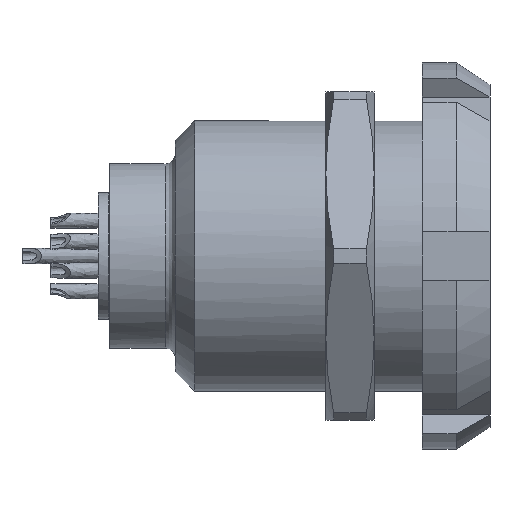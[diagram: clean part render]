
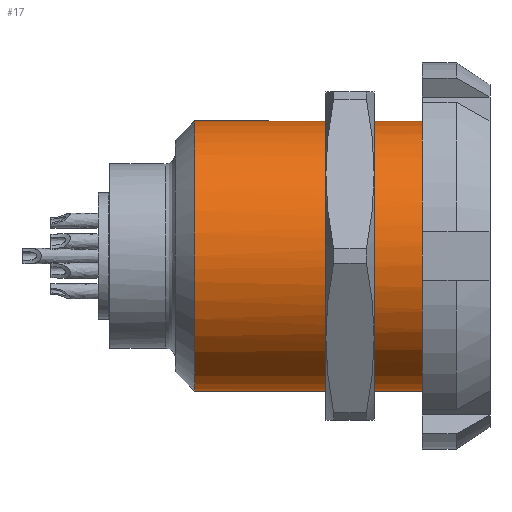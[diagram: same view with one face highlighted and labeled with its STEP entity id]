
A CAD part, front view. The second image highlights one B-rep face of the part: STEP entity #17.
In plain terms, the highlighted free-form (B-spline) face has degree [2, 1] with [7, 2] control points.
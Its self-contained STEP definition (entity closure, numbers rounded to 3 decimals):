
#17 = ADVANCED_FACE('',(#18),#56,.T.);
#18 = FACE_BOUND('',#19,.T.);
#19 = EDGE_LOOP('',(#20,#30,#37,#47,#48));
#20 = ORIENTED_EDGE('',*,*,#21,.F.);
#21 = EDGE_CURVE('',#22,#24,#26,.T.);
#22 = VERTEX_POINT('',#23);
#23 = CARTESIAN_POINT('',(-12.813,0.,
    -5.862));
#24 = VERTEX_POINT('',#25);
#25 = CARTESIAN_POINT('',(-12.813,-5.862,0.));
#26 = ( BOUNDED_CURVE() B_SPLINE_CURVE(2,(#27,#28,#29),.UNSPECIFIED.,.F.
,.F.) B_SPLINE_CURVE_WITH_KNOTS((3,3),(4.712,6.283),
.PIECEWISE_BEZIER_KNOTS.) CURVE() GEOMETRIC_REPRESENTATION_ITEM() 
RATIONAL_B_SPLINE_CURVE((1.,0.707,1.)) REPRESENTATION_ITEM('') 
  );
#27 = CARTESIAN_POINT('',(-12.813,0.,
    -5.862));
#28 = CARTESIAN_POINT('',(-12.813,-5.862,
    -5.862));
#29 = CARTESIAN_POINT('',(-12.813,-5.862,
    0.));
#30 = ORIENTED_EDGE('',*,*,#31,.T.);
#31 = EDGE_CURVE('',#22,#32,#34,.T.);
#32 = VERTEX_POINT('',#33);
#33 = CARTESIAN_POINT('',(-1.273,0.,-5.862));
#34 = B_SPLINE_CURVE_WITH_KNOTS('',1,(#35,#36),.UNSPECIFIED.,.F.,.F.,(2,
    2),(-11.8,1.98),.PIECEWISE_BEZIER_KNOTS.);
#35 = CARTESIAN_POINT('',(-12.813,0.,-5.862));
#36 = CARTESIAN_POINT('',(-1.273,0.,-5.862));
#37 = ORIENTED_EDGE('',*,*,#38,.F.);
#38 = EDGE_CURVE('',#32,#32,#39,.T.);
#39 = ( BOUNDED_CURVE() B_SPLINE_CURVE(2,(#40,#41,#42,#43,#44,#45,#46),
.UNSPECIFIED.,.T.,.F.) B_SPLINE_CURVE_WITH_KNOTS((1,2,2,2,2,1),(
    -2.094,0.,2.094,4.189,6.283,
8.378),.UNSPECIFIED.) CURVE() GEOMETRIC_REPRESENTATION_ITEM() 
RATIONAL_B_SPLINE_CURVE((1.,0.5,1.,0.5,1.,0.5,1.)) REPRESENTATION_ITEM(
  '') );
#40 = CARTESIAN_POINT('',(-1.273,0.,-5.862));
#41 = CARTESIAN_POINT('',(-1.273,10.154,
    -5.862));
#42 = CARTESIAN_POINT('',(-1.273,5.077,2.931)
  );
#43 = CARTESIAN_POINT('',(-1.273,0.,
    11.724));
#44 = CARTESIAN_POINT('',(-1.273,-5.077,2.931)
  );
#45 = CARTESIAN_POINT('',(-1.273,-10.154,
    -5.862));
#46 = CARTESIAN_POINT('',(-1.273,0.,-5.862));
#47 = ORIENTED_EDGE('',*,*,#31,.F.);
#48 = ORIENTED_EDGE('',*,*,#49,.F.);
#49 = EDGE_CURVE('',#24,#22,#50,.T.);
#50 = ( BOUNDED_CURVE() B_SPLINE_CURVE(2,(#51,#52,#53,#54,#55),
.UNSPECIFIED.,.F.,.F.) B_SPLINE_CURVE_WITH_KNOTS((3,2,3),(0.,
2.356,4.712),.PIECEWISE_BEZIER_KNOTS.) CURVE() 
GEOMETRIC_REPRESENTATION_ITEM() RATIONAL_B_SPLINE_CURVE((1.,
0.383,1.,0.383,1.)) REPRESENTATION_ITEM('') );
#51 = CARTESIAN_POINT('',(-12.813,-5.862,0.));
#52 = CARTESIAN_POINT('',(-12.813,-5.862,
    14.153));
#53 = CARTESIAN_POINT('',(-12.813,4.145,4.145)
  );
#54 = CARTESIAN_POINT('',(-12.813,14.153,
    -5.862));
#55 = CARTESIAN_POINT('',(-12.813,0.,
    -5.862));
#56 = ( BOUNDED_SURFACE() B_SPLINE_SURFACE(2,1,(
    (#57,#58)
    ,(#59,#60)
    ,(#61,#62)
    ,(#63,#64)
    ,(#65,#66)
    ,(#67,#68)
,(#69,#70
    )),.UNSPECIFIED.,.T.,.F.,.F.) B_SPLINE_SURFACE_WITH_KNOTS((1,2,2,2,2
    ,1),(2,2),(-2.094,0.,2.094,4.189,
    6.283,8.378),(-11.8,1.98),.UNSPECIFIED.) 
GEOMETRIC_REPRESENTATION_ITEM() RATIONAL_B_SPLINE_SURFACE((
    (1.,1.)
    ,(0.5,0.5)
    ,(1.,1.)
    ,(0.5,0.5)
    ,(1.,1.)
    ,(0.5,0.5)
,(1.,1.))) REPRESENTATION_ITEM('') SURFACE() );
#57 = CARTESIAN_POINT('',(-12.813,0.,-5.862));
#58 = CARTESIAN_POINT('',(-1.273,0.,-5.862));
#59 = CARTESIAN_POINT('',(-12.813,10.154,
    -5.862));
#60 = CARTESIAN_POINT('',(-1.273,10.154,
    -5.862));
#61 = CARTESIAN_POINT('',(-12.813,5.077,2.931)
  );
#62 = CARTESIAN_POINT('',(-1.273,5.077,2.931)
  );
#63 = CARTESIAN_POINT('',(-12.813,0.,
    11.724));
#64 = CARTESIAN_POINT('',(-1.273,0.,
    11.724));
#65 = CARTESIAN_POINT('',(-12.813,-5.077,2.931)
  );
#66 = CARTESIAN_POINT('',(-1.273,-5.077,2.931)
  );
#67 = CARTESIAN_POINT('',(-12.813,-10.154,
    -5.862));
#68 = CARTESIAN_POINT('',(-1.273,-10.154,
    -5.862));
#69 = CARTESIAN_POINT('',(-12.813,0.,-5.862));
#70 = CARTESIAN_POINT('',(-1.273,0.,-5.862));
